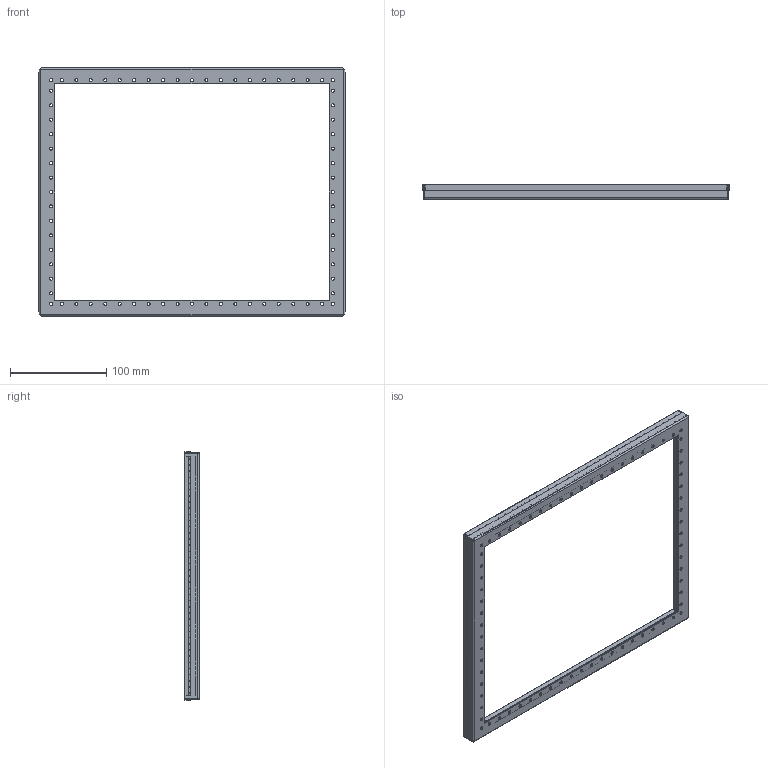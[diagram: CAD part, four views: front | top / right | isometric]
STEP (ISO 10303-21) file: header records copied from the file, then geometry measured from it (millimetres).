
FILE_DESCRIPTION (( 'STEP AP214' ), '1' );
FILE_NAME ('41765~0.STEP', '2020-05-19T09:21:41', ( '' ), ( '' ), 'SwSTEP 2.0', 'SolidWorks 2018', '' );
FILE_SCHEMA (( 'AUTOMOTIVE_DESIGN' ));
Length unit declared in the file: millimetre
Products named in the file (12): 41765~0; 33389~0_S; K_08424~1_S; K_08423~1_S; 41756~0_S; 41757~0_S; 41761~0_S; 41231~1_S; 41759~0_S
Assembly tree (15 placements, depth 3):
  41765~0
    41757~0_S  x2
      33389~0_S
    41756~0_S  x2
      33389~0_S
    41759~0_S  x2
      33389~0_S
    41761~0_S  x2
      33389~0_S
    41231~1_S
      K_08423~1_S
      K_08424~1_S
Bounding box: 317.5 x 15.1 x 257.5 mm (x, y, z)
Volume: 59635 mm3; surface area: 212554.3 mm2
Topology: 10 solids, 10 shells, 8220 faces, 24544 edges, 16344 vertices
Faces by surface type: plane 5052, cylinder 3168
Entity records: 146324 total; most frequent: CARTESIAN_POINT 25651, DIRECTION 25622, ORIENTED_EDGE 25616, EDGE_CURVE 12808, VECTOR 8640, LINE 8640, VERTEX_POINT 8520, AXIS2_PLACEMENT_3D 8491
